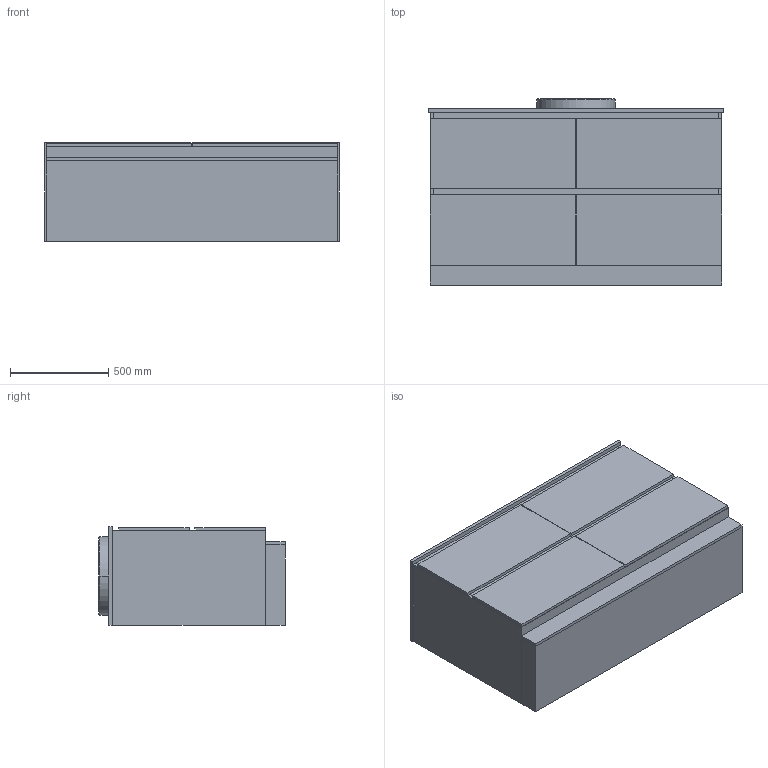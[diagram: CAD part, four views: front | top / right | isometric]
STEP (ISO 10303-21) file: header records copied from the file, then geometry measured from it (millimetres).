
FILE_DESCRIPTION (( 'STEP AP214' ), '1' );
FILE_NAME ('1500C.STEP', '2022-07-25T04:08:46', ( '' ), ( '' ), 'SwSTEP 2.0', 'SolidWorks 2021', '' );
FILE_SCHEMA (( 'AUTOMOTIVE_DESIGN' ));
Length unit declared in the file: millimetre
Products named in the file (4): Domaine All Drawer 1500 WK; Respect; 1500C
Assembly tree (3 placements, depth 3):
  1500C
    Domaine All Drawer 1500 WK
      Domaine All Drawer 1500 WK
      Respect
Bounding box: 1500 x 950.04 x 500 mm (x, y, z)
Volume: 154552391.7 mm3; surface area: 13477779.9 mm2
Topology: 10 solids, 10 shells, 88 faces, 186 edges, 118 vertices
Faces by surface type: plane 64, cone 8, torus 8, cylinder 4, bspline 4
Entity records: 2994 total; most frequent: CARTESIAN_POINT 811, DIRECTION 402, ORIENTED_EDGE 372, EDGE_CURVE 186, VECTOR 144, LINE 144, AXIS2_PLACEMENT_3D 129, VERTEX_POINT 118
